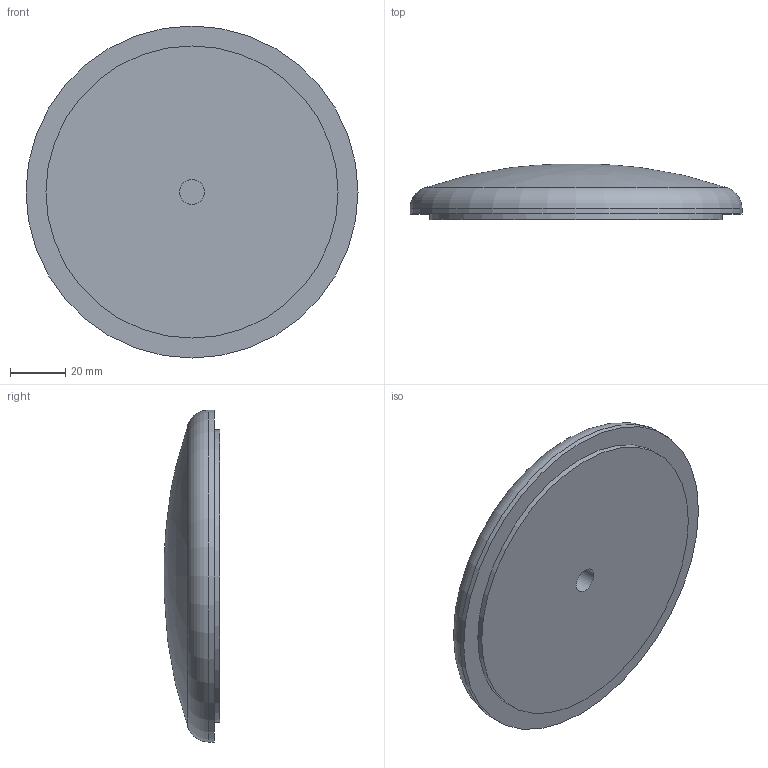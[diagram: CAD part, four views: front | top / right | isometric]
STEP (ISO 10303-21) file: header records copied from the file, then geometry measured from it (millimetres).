
FILE_DESCRIPTION( ( 'STEP AP214' ), '1' );
FILE_NAME( 'K0416.21201.stp', '2020-12-07T14:34:01', ( '' ), ( '' ), ' ', 'PARTsolutions', ' ' );
FILE_SCHEMA( ( 'AUTOMOTIVE_DESIGN { 1 0 10303 214 1 1 1 1 }' ) );
Length unit declared in the file: millimetre
Products named in the file (1): _K0416.21201
Bounding box: 120 x 20 x 120 mm (x, y, z)
Volume: 161074.4 mm3; surface area: 26457.5 mm2
Topology: 1 solids, 1 shells, 9 faces, 16 edges, 10 vertices
Faces by surface type: plane 3, cylinder 3, sphere 1, bspline 1, torus 1
Full cylindrical faces by diameter (mm): 9 x1, 105.6 x1, 120 x1
Entity records: 289 total; most frequent: CARTESIAN_POINT 54, DIRECTION 34, AXIS2_PLACEMENT_3D 17, EDGE_LOOP 16, ORIENTED_EDGE 16, FACE_OUTER_BOUND 14, STYLED_ITEM 9, PRESENTATION_STYLE_ASSIGNMENT 9
